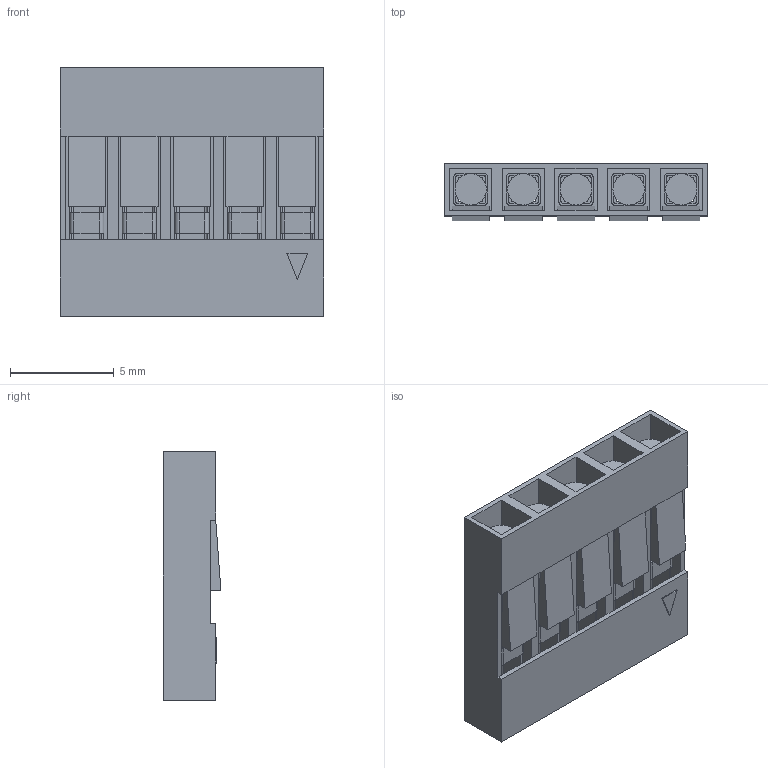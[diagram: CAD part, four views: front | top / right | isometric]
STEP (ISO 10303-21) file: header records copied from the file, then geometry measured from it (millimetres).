
FILE_DESCRIPTION (( 'STEP AP214' ), '1' );
FILE_NAME ('DS1071-1x5.STEP', '2019-05-31T22:31:38', ( 'VR' ), ( '' ), 'SwSTEP 2.0', 'SolidWorks 2016', '' );
FILE_SCHEMA (( 'AUTOMOTIVE_DESIGN' ));
Length unit declared in the file: millimetre
Products named in the file (1): DS1071-1x5
Bounding box: 12.7 x 2.79 x 12 mm (x, y, z)
Volume: 184.2 mm3; surface area: 1340 mm2
Topology: 6 solids, 6 shells, 344 faces, 1043 edges, 662 vertices
Faces by surface type: plane 254, cylinder 90
Entity records: 15560 total; most frequent: ORIENTED_EDGE 2086, CARTESIAN_POINT 2050, DIRECTION 1963, EDGE_CURVE 1043, LINE 813, VECTOR 813, VERTEX_POINT 662, AXIS2_PLACEMENT_3D 575
